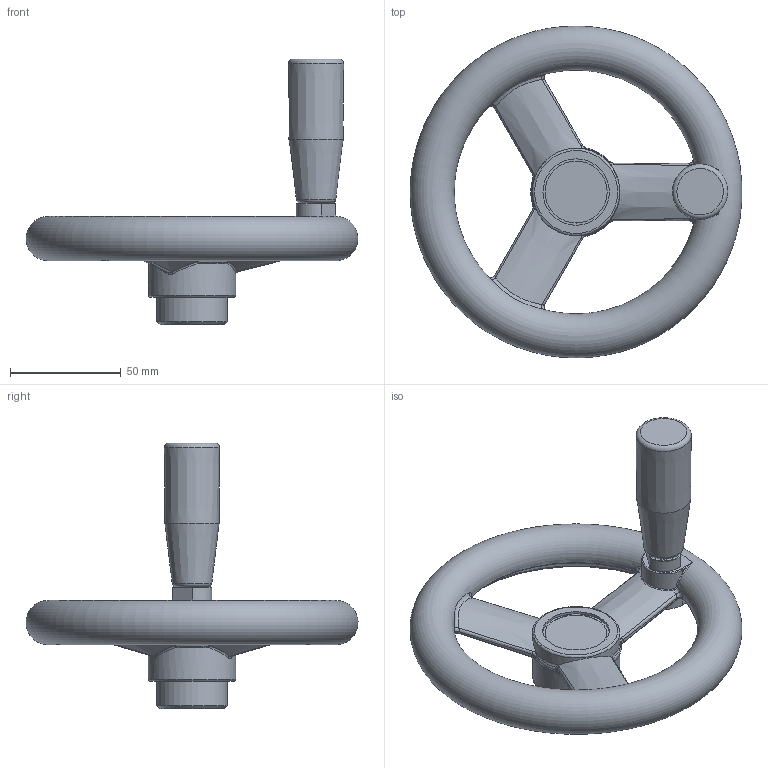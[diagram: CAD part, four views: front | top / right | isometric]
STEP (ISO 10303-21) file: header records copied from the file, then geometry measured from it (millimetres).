
FILE_DESCRIPTION( ( 'Unknown' ), '1' );
FILE_NAME( '6104015_VRA150-M.stp', 'Unknown', ( 'Unknown' ), ( 'Unknown' ), 'PSStep 10.0', 'Unknown', ' ' );
FILE_SCHEMA( ( 'automotive_design' ) );
Length unit declared in the file: millimetre
Products named in the file (1): 6104015
Bounding box: 149.88 x 149.98 x 120.1 mm (x, y, z)
Volume: 207406.1 mm3; surface area: 50412.3 mm2
Topology: 1 solids, 4 shells, 194 faces, 488 edges, 301 vertices
Faces by surface type: bspline 85, plane 49, cylinder 23, torus 22, cone 14, sphere 1
Full cylindrical faces by diameter (mm): 6 x1, 8.3 x1, 8.7 x2, 10 x1, 10.2 x1, 12 x1, 12.8 x1, 13 x1, 13.242 x1, 28 x2, 30 x1, 32 x1, 39.5 x2
Entity records: 17152 total; most frequent: CARTESIAN_POINT 11917, ORIENTED_EDGE 880, DIRECTION 538, EDGE_CURVE 440, VERTEX_POINT 288, B_SPLINE_CURVE_WITH_KNOTS 263, AXIS2_PLACEMENT_3D 251, EDGE_LOOP 235
